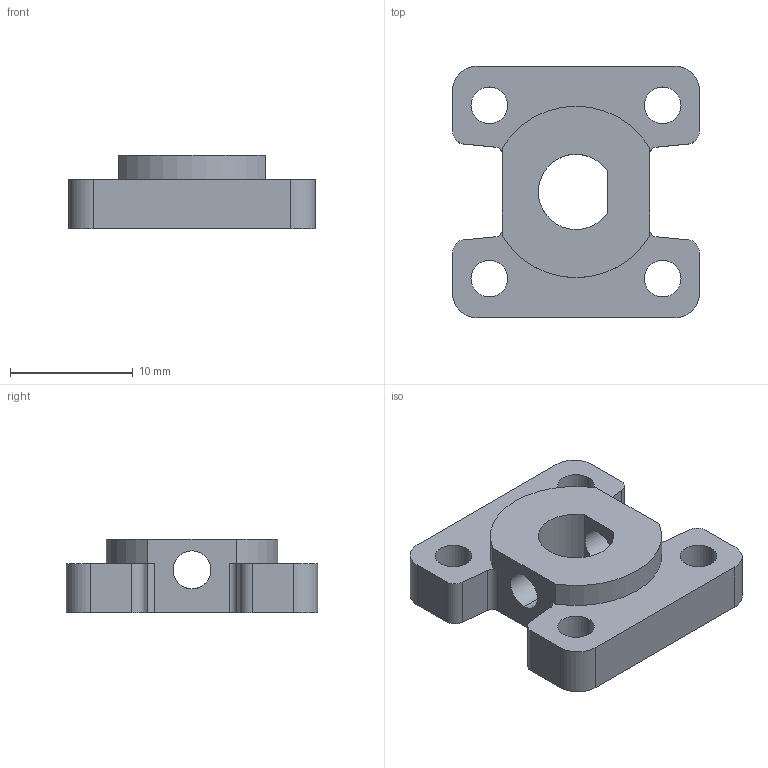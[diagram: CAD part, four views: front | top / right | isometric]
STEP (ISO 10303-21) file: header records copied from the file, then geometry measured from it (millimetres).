
FILE_DESCRIPTION (( 'STEP AP214' ), '1' );
FILE_NAME ('P2_3dp_AL_Gen2_Customised_AL_shaft_flange_connector_2006.STEP', '2023-11-15T10:57:30', ( '' ), ( '' ), 'SwSTEP 2.0', 'SolidWorks 2022', '' );
FILE_SCHEMA (( 'AUTOMOTIVE_DESIGN' ));
Length unit declared in the file: millimetre
Products named in the file (1): P2_3dp_AL_Gen2_Customised_AL_shaft_flange_connector_2006
Bounding box: 20.14 x 20.54 x 6 mm (x, y, z)
Volume: 1346.5 mm3; surface area: 1329.3 mm2
Topology: 1 solids, 1 shells, 45 faces, 130 edges, 86 vertices
Faces by surface type: cylinder 28, plane 17
Entity records: 1612 total; most frequent: CARTESIAN_POINT 314, DIRECTION 274, ORIENTED_EDGE 260, EDGE_CURVE 130, AXIS2_PLACEMENT_3D 100, VERTEX_POINT 86, LINE 74, VECTOR 74
